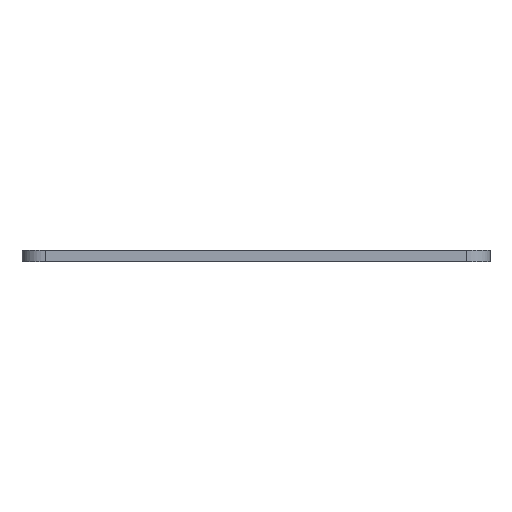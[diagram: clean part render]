
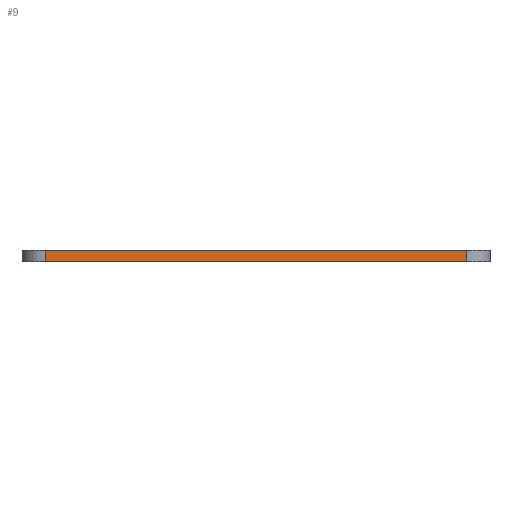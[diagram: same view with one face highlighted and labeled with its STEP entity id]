
A CAD part, front view. The second image highlights one B-rep face of the part: STEP entity #9.
In plain terms, the highlighted planar face has unit normal (0, -1, 0).
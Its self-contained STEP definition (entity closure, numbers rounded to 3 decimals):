
#9 = ADVANCED_FACE ( 'NONE', ( #1084 ), #40, .F. ) ;
#25 = VERTEX_POINT ( 'NONE', #1113 ) ;
#40 = PLANE ( 'NONE',  #124 ) ;
#124 = AXIS2_PLACEMENT_3D ( 'NONE', #1011, #264, #373 ) ;
#127 = LINE ( 'NONE', #1007, #545 ) ;
#165 = CARTESIAN_POINT ( 'NONE',  ( 90., -100., 5. ) ) ;
#196 = ORIENTED_EDGE ( 'NONE', *, *, #1161, .T. ) ;
#204 = LINE ( 'NONE', #1380, #1092 ) ;
#243 = LINE ( 'NONE', #821, #1258 ) ;
#264 = DIRECTION ( 'NONE',  ( 0., 1., 0. ) ) ;
#301 = DIRECTION ( 'NONE',  ( 1., 0., 0. ) ) ;
#373 = DIRECTION ( 'NONE',  ( 0., 0., 1. ) ) ;
#411 = EDGE_CURVE ( 'NONE', #25, #1147, #243, .T. ) ;
#479 = EDGE_CURVE ( 'NONE', #1147, #645, #1227, .T. ) ;
#530 = EDGE_CURVE ( 'NONE', #25, #1242, #204, .T. ) ;
#545 = VECTOR ( 'NONE', #301, 1000. ) ;
#548 = CARTESIAN_POINT ( 'NONE',  ( 90., -100., 0. ) ) ;
#572 = ORIENTED_EDGE ( 'NONE', *, *, #530, .T. ) ;
#645 = VERTEX_POINT ( 'NONE', #548 ) ;
#671 = VECTOR ( 'NONE', #930, 1000. ) ;
#677 = EDGE_LOOP ( 'NONE', ( #196, #1254, #859, #572 ) ) ;
#701 = CARTESIAN_POINT ( 'NONE',  ( 90., -100., 5. ) ) ;
#821 = CARTESIAN_POINT ( 'NONE',  ( -90., -100., 5. ) ) ;
#859 = ORIENTED_EDGE ( 'NONE', *, *, #411, .F. ) ;
#930 = DIRECTION ( 'NONE',  ( 0., 0., -1. ) ) ;
#1007 = CARTESIAN_POINT ( 'NONE',  ( -90., -100., 0. ) ) ;
#1011 = CARTESIAN_POINT ( 'NONE',  ( -90., -100., 5. ) ) ;
#1084 = FACE_OUTER_BOUND ( 'NONE', #677, .T. ) ;
#1092 = VECTOR ( 'NONE', #1369, 1000. ) ;
#1113 = CARTESIAN_POINT ( 'NONE',  ( -90., -100., 5. ) ) ;
#1147 = VERTEX_POINT ( 'NONE', #701 ) ;
#1161 = EDGE_CURVE ( 'NONE', #1242, #645, #127, .T. ) ;
#1172 = CARTESIAN_POINT ( 'NONE',  ( -90., -100., 0. ) ) ;
#1227 = LINE ( 'NONE', #165, #671 ) ;
#1242 = VERTEX_POINT ( 'NONE', #1172 ) ;
#1254 = ORIENTED_EDGE ( 'NONE', *, *, #479, .F. ) ;
#1258 = VECTOR ( 'NONE', #1349, 1000. ) ;
#1349 = DIRECTION ( 'NONE',  ( 1., 0., 0. ) ) ;
#1369 = DIRECTION ( 'NONE',  ( 0., 0., -1. ) ) ;
#1380 = CARTESIAN_POINT ( 'NONE',  ( -90., -100., 5. ) ) ;
